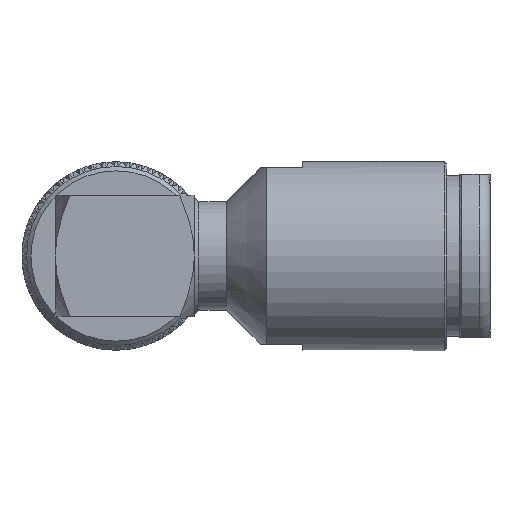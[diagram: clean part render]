
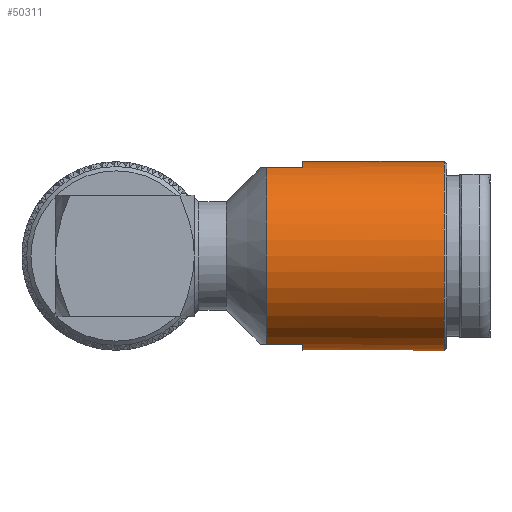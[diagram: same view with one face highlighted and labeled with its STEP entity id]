
A CAD part, front view. The second image highlights one B-rep face of the part: STEP entity #50311.
In plain terms, the highlighted cylindrical face has radius 11.049 mm (diameter 22.098 mm), a full revolution.
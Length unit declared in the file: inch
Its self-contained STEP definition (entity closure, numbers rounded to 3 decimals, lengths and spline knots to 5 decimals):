
#583 = CARTESIAN_POINT ( 'NONE',  ( 0., -0.15617, -0.406 ) ) ;
#907 = CARTESIAN_POINT ( 'NONE',  ( 0.69274, -0.15617, 0.406 ) ) ;
#1984 = VERTEX_POINT ( 'NONE', #64929 ) ;
#2983 = DIRECTION ( 'NONE',  ( 0., 0., 1. ) ) ;
#3323 = DIRECTION ( 'NONE',  ( -1., 0., 0. ) ) ;
#3489 = CARTESIAN_POINT ( 'NONE',  ( 1.51, 0., 0.435 ) ) ;
#5940 = EDGE_LOOP ( 'NONE', ( #29623, #15197, #94732, #14684, #13441, #61082, #100057, #11095 ) ) ;
#6658 = CARTESIAN_POINT ( 'NONE',  ( 0., 0.15617, 0.406 ) ) ;
#7164 = DIRECTION ( 'NONE',  ( 0., 0., 1. ) ) ;
#7184 = VECTOR ( 'NONE', #62009, 39.37008 ) ;
#7834 = AXIS2_PLACEMENT_3D ( 'NONE', #62213, #22140, #101532 ) ;
#9296 = EDGE_CURVE ( 'NONE', #79659, #84567, #49726, .T. ) ;
#10852 = LINE ( 'NONE', #6658, #7184 ) ;
#11095 = ORIENTED_EDGE ( 'NONE', *, *, #9296, .T. ) ;
#12070 = DIRECTION ( 'NONE',  ( -1., 0., 0. ) ) ;
#13441 = ORIENTED_EDGE ( 'NONE', *, *, #95614, .T. ) ;
#14684 = ORIENTED_EDGE ( 'NONE', *, *, #18897, .T. ) ;
#15197 = ORIENTED_EDGE ( 'NONE', *, *, #99282, .T. ) ;
#15541 = EDGE_CURVE ( 'NONE', #84567, #97802, #100174, .T. ) ;
#18897 = EDGE_CURVE ( 'NONE', #75845, #1984, #10852, .T. ) ;
#20753 = VERTEX_POINT ( 'NONE', #94197 ) ;
#22131 = DIRECTION ( 'NONE',  ( -1., 0., 0. ) ) ;
#22140 = DIRECTION ( 'NONE',  ( 1., 0., 0. ) ) ;
#25235 = VECTOR ( 'NONE', #46744, 39.37008 ) ;
#26344 = AXIS2_PLACEMENT_3D ( 'NONE', #47624, #30627, #7164 ) ;
#26679 = CARTESIAN_POINT ( 'NONE',  ( 0.69274, 0., 0. ) ) ;
#28039 = LINE ( 'NONE', #77887, #54072 ) ;
#28687 = VECTOR ( 'NONE', #33081, 39.37008 ) ;
#29623 = ORIENTED_EDGE ( 'NONE', *, *, #15541, .T. ) ;
#30627 = DIRECTION ( 'NONE',  ( -1., 0., 0. ) ) ;
#33081 = DIRECTION ( 'NONE',  ( 1., 0., 0. ) ) ;
#33983 = AXIS2_PLACEMENT_3D ( 'NONE', #73383, #58445, #42166 ) ;
#34082 = EDGE_CURVE ( 'NONE', #76385, #76385, #97807, .T. ) ;
#34956 = DIRECTION ( 'NONE',  ( 0., 0., 1. ) ) ;
#37062 = CARTESIAN_POINT ( 'NONE',  ( 0.85776, -0.15617, 0.406 ) ) ;
#38360 = DIRECTION ( 'NONE',  ( 1., 0., 0. ) ) ;
#42166 = DIRECTION ( 'NONE',  ( 0., 0., 1. ) ) ;
#45573 = CARTESIAN_POINT ( 'NONE',  ( 0.85776, 0.15617, -0.406 ) ) ;
#46396 = AXIS2_PLACEMENT_3D ( 'NONE', #51041, #3323, #2983 ) ;
#46744 = DIRECTION ( 'NONE',  ( -1., 0., 0. ) ) ;
#47624 = CARTESIAN_POINT ( 'NONE',  ( 0.69274, 0., 0. ) ) ;
#49726 = LINE ( 'NONE', #583, #28687 ) ;
#50311 = ADVANCED_FACE ( 'NONE', ( #91948, #70757 ), #99412, .T. ) ;
#51041 = CARTESIAN_POINT ( 'NONE',  ( 0., 0., 0. ) ) ;
#54072 = VECTOR ( 'NONE', #22131, 39.37008 ) ;
#55568 = CIRCLE ( 'NONE', #26344, 0.435 ) ;
#58445 = DIRECTION ( 'NONE',  ( -1., 0., 0. ) ) ;
#61082 = ORIENTED_EDGE ( 'NONE', *, *, #61493, .T. ) ;
#61493 = EDGE_CURVE ( 'NONE', #83219, #101915, #28039, .T. ) ;
#61964 = CARTESIAN_POINT ( 'NONE',  ( 0., 0.15617, -0.406 ) ) ;
#62009 = DIRECTION ( 'NONE',  ( 1., 0., 0. ) ) ;
#62213 = CARTESIAN_POINT ( 'NONE',  ( 0.85776, 0., 0. ) ) ;
#64893 = CARTESIAN_POINT ( 'NONE',  ( 0.85776, -0.15617, -0.406 ) ) ;
#64929 = CARTESIAN_POINT ( 'NONE',  ( 0.85776, 0.15617, 0.406 ) ) ;
#70757 = FACE_OUTER_BOUND ( 'NONE', #5940, .T. ) ;
#73383 = CARTESIAN_POINT ( 'NONE',  ( 1.51, 0., 0. ) ) ;
#75845 = VERTEX_POINT ( 'NONE', #90065 ) ;
#76385 = VERTEX_POINT ( 'NONE', #3489 ) ;
#76849 = CIRCLE ( 'NONE', #77228, 0.435 ) ;
#77228 = AXIS2_PLACEMENT_3D ( 'NONE', #26679, #12070, #34956 ) ;
#77536 = ORIENTED_EDGE ( 'NONE', *, *, #34082, .T. ) ;
#77887 = CARTESIAN_POINT ( 'NONE',  ( 0., -0.15617, 0.406 ) ) ;
#79659 = VERTEX_POINT ( 'NONE', #80106 ) ;
#80106 = CARTESIAN_POINT ( 'NONE',  ( 0.69274, -0.15617, -0.406 ) ) ;
#82055 = EDGE_CURVE ( 'NONE', #75845, #20753, #76849, .T. ) ;
#83219 = VERTEX_POINT ( 'NONE', #37062 ) ;
#83402 = EDGE_LOOP ( 'NONE', ( #77536 ) ) ;
#84567 = VERTEX_POINT ( 'NONE', #64893 ) ;
#90065 = CARTESIAN_POINT ( 'NONE',  ( 0.69274, 0.15617, 0.406 ) ) ;
#91948 = FACE_OUTER_BOUND ( 'NONE', #83402, .T. ) ;
#92538 = EDGE_CURVE ( 'NONE', #79659, #101915, #55568, .T. ) ;
#92578 = CIRCLE ( 'NONE', #97699, 0.435 ) ;
#93895 = DIRECTION ( 'NONE',  ( 0., 0., -1. ) ) ;
#94197 = CARTESIAN_POINT ( 'NONE',  ( 0.69274, 0.15617, -0.406 ) ) ;
#94228 = CARTESIAN_POINT ( 'NONE',  ( 0.85776, 0., 0. ) ) ;
#94732 = ORIENTED_EDGE ( 'NONE', *, *, #82055, .F. ) ;
#95614 = EDGE_CURVE ( 'NONE', #1984, #83219, #92578, .T. ) ;
#97699 = AXIS2_PLACEMENT_3D ( 'NONE', #94228, #38360, #93895 ) ;
#97802 = VERTEX_POINT ( 'NONE', #45573 ) ;
#97807 = CIRCLE ( 'NONE', #33983, 0.435 ) ;
#99282 = EDGE_CURVE ( 'NONE', #97802, #20753, #100947, .T. ) ;
#99412 = CYLINDRICAL_SURFACE ( 'NONE', #46396, 0.435 ) ;
#100057 = ORIENTED_EDGE ( 'NONE', *, *, #92538, .F. ) ;
#100174 = CIRCLE ( 'NONE', #7834, 0.435 ) ;
#100947 = LINE ( 'NONE', #61964, #25235 ) ;
#101532 = DIRECTION ( 'NONE',  ( 0., 0., -1. ) ) ;
#101915 = VERTEX_POINT ( 'NONE', #907 ) ;
